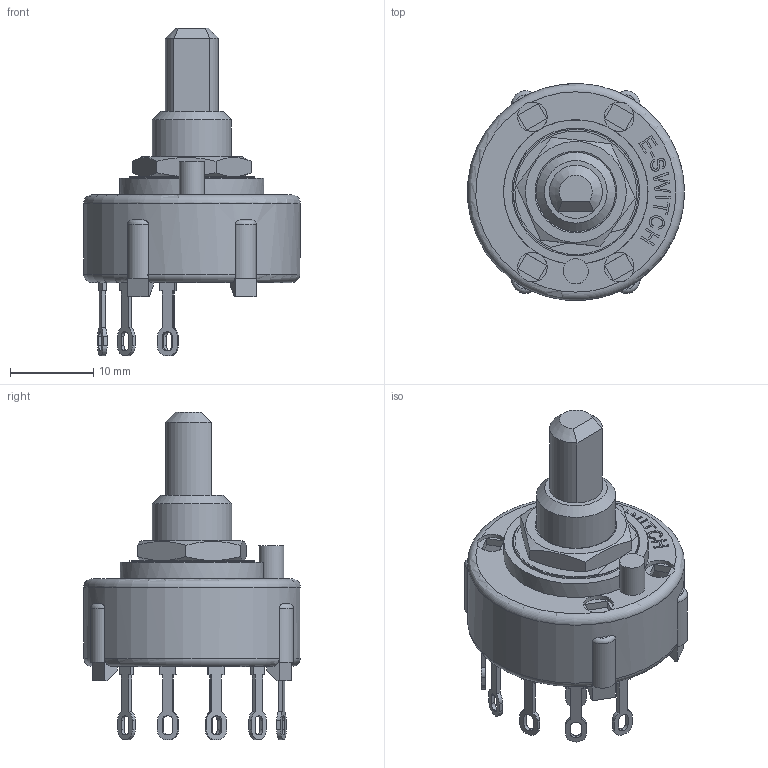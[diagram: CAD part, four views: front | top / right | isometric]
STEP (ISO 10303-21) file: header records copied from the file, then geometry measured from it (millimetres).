
FILE_DESCRIPTION((' '),'2;1');
FILE_NAME('KC15A10.001xLx.stp.stp','2017-07-26T14:23:19',(' '),(' '),' ','ACIS',' ');
FILE_SCHEMA(('CONFIG_CONTROL_DESIGN'));
Length unit declared in the file: inch
Products named in the file (1): KC15A10.001xLx.stp.stp
Bounding box: 25.96 x 25.98 x 39.3 mm (x, y, z)
Volume: 3292.9 mm3; surface area: 4801.3 mm2
Topology: 1 solids, 2 shells, 745 faces, 2045 edges, 1322 vertices
Faces by surface type: plane 486, bspline 164, cylinder 76, torus 13, cone 6
Full cylindrical faces by diameter (mm): 3 x1, 3.55 x4, 9.5 x2, 10.25 x1, 10.312 x1, 15 x1, 15.3 x1, 24 x1, 26 x1
Entity records: 24525 total; most frequent: CARTESIAN_POINT 6552, ORIENTED_EDGE 4030, DIRECTION 3030, EDGE_CURVE 2015, VECTOR 1440, LINE 1440, VERTEX_POINT 1311, EDGE_LOOP 872
